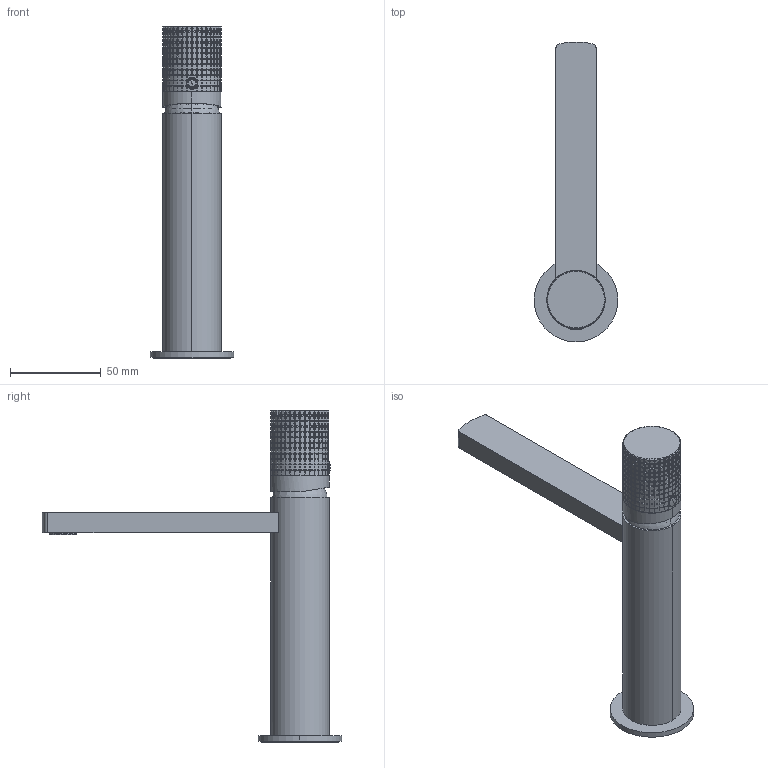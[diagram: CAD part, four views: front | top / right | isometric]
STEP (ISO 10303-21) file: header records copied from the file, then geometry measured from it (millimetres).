
FILE_DESCRIPTION(('CATIA V5 STEP Exchange','CAx-IF Rec.Pracs.--- Model Styling and Organization---1.5--- 2016-08-15','CAx-IF Rec.Pracs.---Supplemental Geometry---1.0---2011-11-01','CAx-IF Rec.Pracs.--- Composite Materials ---3.4---2017-06-13','CAx-IF Rec.Pracs.---Tessellated 3D Geometry---1.0---2015-12-17'),'2;1');
FILE_NAME('X2 00050.stp','2022-09-16T06:40:17+00:00',('none'),('none'),'CATIA Version 5-6 Release 2020 SP2','CATIA V5 STEP AP242 v2','none');
FILE_SCHEMA(('AP242_MANAGED_MODEL_BASED_3D_ENGINEERING_MIM_LF {1 0 10303 442 1 1 4}'));
Length unit declared in the file: millimetre
Products named in the file (12): X2 00050; PR9C294; P47408; P46856; P41086; P96491; P46863; P47329; P42743; P50417; P47474; P50533
Assembly tree (12 placements, depth 3):
  X2 00050
    PR9C294
      P47408
    P46856
    P41086  x2
    P96491
    P46863
    P47329
    P42743
    P50417
    P47474
    P50533
Bounding box: 46 x 164.62 x 182.5 mm (x, y, z)
Volume: 117847.4 mm3; surface area: 50930.1 mm2
Topology: 11 solids, 11 shells, 3308 faces, 10203 edges, 6985 vertices
Faces by surface type: plane 1309, cone 891, cylinder 575, torus 263, extrusion 254, bspline 12, revolution 2, sphere 2
Entity records: 114911 total; most frequent: CARTESIAN_POINT 42450, ORIENTED_EDGE 20290, EDGE_CURVE 10145, VERTEX_POINT 6961, B_SPLINE_CURVE_WITH_KNOTS 5881, DIRECTION 5620, EDGE_LOOP 3400, ADVANCED_FACE 3293
